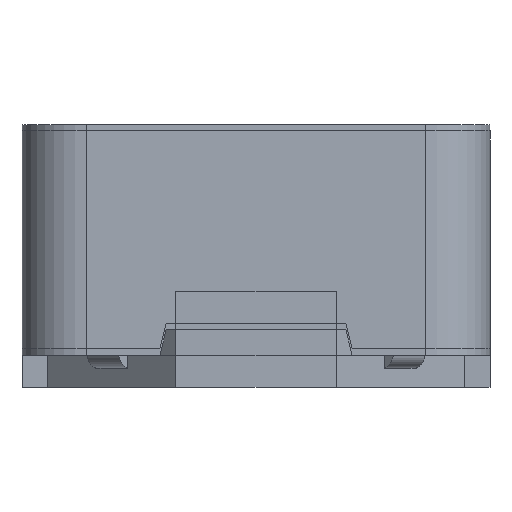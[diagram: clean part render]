
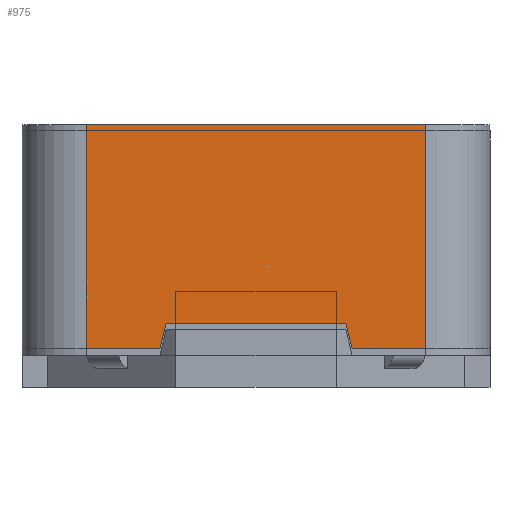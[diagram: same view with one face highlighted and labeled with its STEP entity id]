
A CAD part, left-side view. The second image highlights one B-rep face of the part: STEP entity #975.
In plain terms, the highlighted planar face has unit normal (-1, 0, 0).
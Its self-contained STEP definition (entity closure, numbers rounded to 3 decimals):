
#975 = ADVANCED_FACE( '', ( #2090 ), #2091, .F. );
#2090 = FACE_OUTER_BOUND( '', #5810, .T. );
#2091 = PLANE( '', #5811 );
#5810 = EDGE_LOOP( '', ( #7589, #7590, #7591, #7592, #7593, #7594, #7595, #7596 ) );
#5811 = AXIS2_PLACEMENT_3D( '', #7597, #7598, #7599 );
#7589 = ORIENTED_EDGE( '', *, *, #9175, .T. );
#7590 = ORIENTED_EDGE( '', *, *, #9245, .T. );
#7591 = ORIENTED_EDGE( '', *, *, #9213, .T. );
#7592 = ORIENTED_EDGE( '', *, *, #9306, .T. );
#7593 = ORIENTED_EDGE( '', *, *, #9299, .F. );
#7594 = ORIENTED_EDGE( '', *, *, #9305, .T. );
#7595 = ORIENTED_EDGE( '', *, *, #9223, .T. );
#7596 = ORIENTED_EDGE( '', *, *, #9279, .T. );
#7597 = CARTESIAN_POINT( '', ( -3.65, 3.65, 3.5 ) );
#7598 = DIRECTION( '', ( 1., 0., 0. ) );
#7599 = DIRECTION( '', ( 0., 1., 0. ) );
#9175 = EDGE_CURVE( '', #10195, #10193, #10196, .T. );
#9213 = EDGE_CURVE( '', #10263, #10264, #10265, .T. );
#9223 = EDGE_CURVE( '', #10284, #10282, #10285, .T. );
#9245 = EDGE_CURVE( '', #10193, #10263, #10321, .F. );
#9279 = EDGE_CURVE( '', #10282, #10195, #10371, .F. );
#9299 = EDGE_CURVE( '', #10400, #10401, #10402, .T. );
#9305 = EDGE_CURVE( '', #10400, #10284, #10409, .T. );
#9306 = EDGE_CURVE( '', #10264, #10401, #10410, .F. );
#10193 = VERTEX_POINT( '', #11885 );
#10195 = VERTEX_POINT( '', #11888 );
#10196 = LINE( '', #11889, #11890 );
#10263 = VERTEX_POINT( '', #11992 );
#10264 = VERTEX_POINT( '', #11993 );
#10265 = LINE( '', #11994, #11995 );
#10282 = VERTEX_POINT( '', #12019 );
#10284 = VERTEX_POINT( '', #12022 );
#10285 = LINE( '', #12023, #12024 );
#10321 = LINE( '', #12085, #12086 );
#10371 = LINE( '', #12175, #12176 );
#10400 = VERTEX_POINT( '', #12222 );
#10401 = VERTEX_POINT( '', #12223 );
#10402 = LINE( '', #12224, #12225 );
#10409 = LINE( '', #12234, #12235 );
#10410 = LINE( '', #12236, #12237 );
#11885 = CARTESIAN_POINT( '', ( -3.65, -1.4, 0.4 ) );
#11888 = CARTESIAN_POINT( '', ( -3.65, 1.4, 0.4 ) );
#11889 = CARTESIAN_POINT( '', ( -3.65, 3.65, 0.4 ) );
#11890 = VECTOR( '', #12839, 1000. );
#11992 = CARTESIAN_POINT( '', ( -3.65, -1.5, 0. ) );
#11993 = CARTESIAN_POINT( '', ( -3.65, -2.65, 0. ) );
#11994 = CARTESIAN_POINT( '', ( -3.65, 3.65, 0. ) );
#11995 = VECTOR( '', #12881, 1000. );
#12019 = CARTESIAN_POINT( '', ( -3.65, 1.5, 0. ) );
#12022 = CARTESIAN_POINT( '', ( -3.65, 2.65, 0. ) );
#12023 = CARTESIAN_POINT( '', ( -3.65, 3.65, 0. ) );
#12024 = VECTOR( '', #12893, 1000. );
#12085 = CARTESIAN_POINT( '', ( -3.65, -1.5, 0. ) );
#12086 = VECTOR( '', #12919, 1000. );
#12175 = CARTESIAN_POINT( '', ( -3.65, 1.4, 0.4 ) );
#12176 = VECTOR( '', #12953, 1000. );
#12222 = CARTESIAN_POINT( '', ( -3.65, 2.65, 3.5 ) );
#12223 = CARTESIAN_POINT( '', ( -3.65, -2.65, 3.5 ) );
#12224 = CARTESIAN_POINT( '', ( -3.65, 3.65, 3.5 ) );
#12225 = VECTOR( '', #12977, 1000. );
#12234 = CARTESIAN_POINT( '', ( -3.65, 2.65, 3.5 ) );
#12235 = VECTOR( '', #12989, 1000. );
#12236 = CARTESIAN_POINT( '', ( -3.65, -2.65, 3.5 ) );
#12237 = VECTOR( '', #12990, 1000. );
#12839 = DIRECTION( '', ( 0., -1., 0. ) );
#12881 = DIRECTION( '', ( 0., -1., 0. ) );
#12893 = DIRECTION( '', ( 0., -1., 0. ) );
#12919 = DIRECTION( '', ( 0., 0.243, 0.97 ) );
#12953 = DIRECTION( '', ( 0., 0.243, -0.97 ) );
#12977 = DIRECTION( '', ( 0., -1., 0. ) );
#12989 = DIRECTION( '', ( 0., 0., -1. ) );
#12990 = DIRECTION( '', ( 0., 0., -1. ) );
